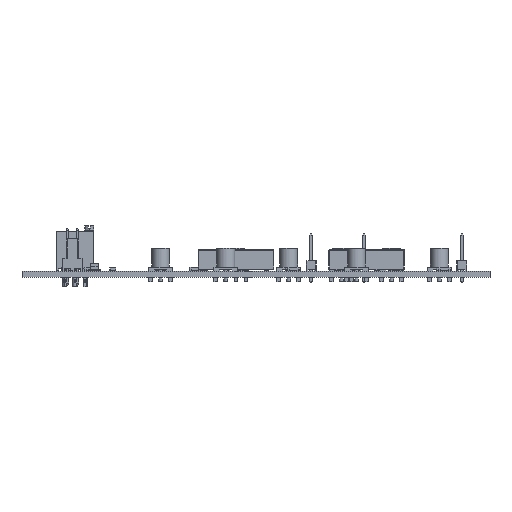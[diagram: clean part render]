
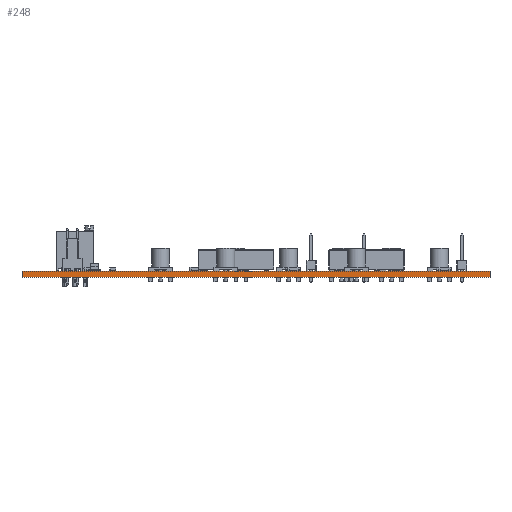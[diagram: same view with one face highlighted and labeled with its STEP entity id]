
A CAD part, front view. The second image highlights one B-rep face of the part: STEP entity #248.
In plain terms, the highlighted planar face has unit normal (0, -1, 0).
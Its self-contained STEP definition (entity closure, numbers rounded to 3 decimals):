
#248 = ADVANCED_FACE('',(#249),#283,.F.);
#249 = FACE_BOUND('',#250,.F.);
#250 = EDGE_LOOP('',(#251,#261,#269,#277));
#251 = ORIENTED_EDGE('',*,*,#252,.T.);
#252 = EDGE_CURVE('',#253,#255,#257,.T.);
#253 = VERTEX_POINT('',#254);
#254 = CARTESIAN_POINT('',(0.,0.,-1.575));
#255 = VERTEX_POINT('',#256);
#256 = CARTESIAN_POINT('',(0.,0.,0.));
#257 = LINE('',#258,#259);
#258 = CARTESIAN_POINT('',(0.,0.,-1.575));
#259 = VECTOR('',#260,1.);
#260 = DIRECTION('',(0.,0.,1.));
#261 = ORIENTED_EDGE('',*,*,#262,.T.);
#262 = EDGE_CURVE('',#255,#263,#265,.T.);
#263 = VERTEX_POINT('',#264);
#264 = CARTESIAN_POINT('',(118.3,0.,0.));
#265 = LINE('',#266,#267);
#266 = CARTESIAN_POINT('',(0.,0.,0.));
#267 = VECTOR('',#268,1.);
#268 = DIRECTION('',(1.,0.,0.));
#269 = ORIENTED_EDGE('',*,*,#270,.F.);
#270 = EDGE_CURVE('',#271,#263,#273,.T.);
#271 = VERTEX_POINT('',#272);
#272 = CARTESIAN_POINT('',(118.3,0.,-1.575));
#273 = LINE('',#274,#275);
#274 = CARTESIAN_POINT('',(118.3,0.,-1.575));
#275 = VECTOR('',#276,1.);
#276 = DIRECTION('',(0.,0.,1.));
#277 = ORIENTED_EDGE('',*,*,#278,.F.);
#278 = EDGE_CURVE('',#253,#271,#279,.T.);
#279 = LINE('',#280,#281);
#280 = CARTESIAN_POINT('',(0.,0.,-1.575));
#281 = VECTOR('',#282,1.);
#282 = DIRECTION('',(1.,0.,0.));
#283 = PLANE('',#284);
#284 = AXIS2_PLACEMENT_3D('',#285,#286,#287);
#285 = CARTESIAN_POINT('',(0.,0.,-1.575));
#286 = DIRECTION('',(0.,1.,0.));
#287 = DIRECTION('',(1.,0.,0.));
